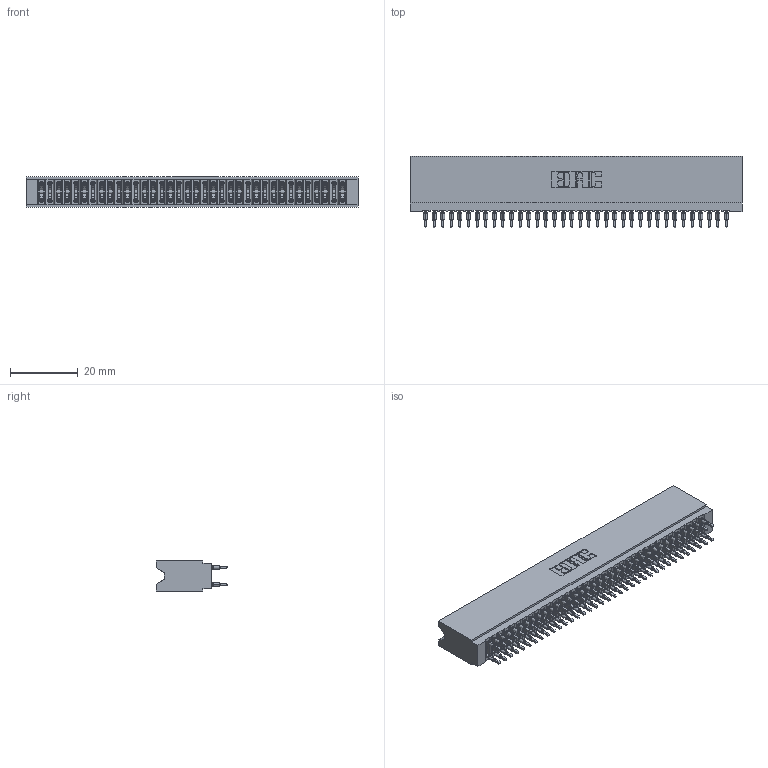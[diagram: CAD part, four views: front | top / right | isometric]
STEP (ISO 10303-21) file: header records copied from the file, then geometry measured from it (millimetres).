
FILE_DESCRIPTION (( 'STEP AP203' ), '1' );
FILE_NAME ('745-072-525-206.STEP', '2026-02-26T19:53:58', ( '' ), ( '' ), 'SwSTEP 2.0', 'SolidWorks 2023', '' );
FILE_SCHEMA (( 'CONFIG_CONTROL_DESIGN' ));
Length unit declared in the file: millimetre
Products named in the file (3): 745-072-525-206; 745-292-001_525; 745 Part_Insulator Option - 06
Assembly tree (73 placements, depth 2):
  745-072-525-206
    745 Part_Insulator Option - 06
    745-292-001_525  x72
Bounding box: 98.04 x 21.22 x 8.89 mm (x, y, z)
Volume: 8823.5 mm3; surface area: 17759.5 mm2
Topology: 73 solids, 73 shells, 6540 faces, 17576 edges, 11044 vertices
Faces by surface type: plane 3368, bspline 1440, cylinder 1300, torus 432
Entity records: 61446 total; most frequent: CARTESIAN_POINT 11162, ORIENTED_EDGE 10586, DIRECTION 9253, EDGE_CURVE 5293, VECTOR 4895, LINE 4895, VERTEX_POINT 3376, AXIS2_PLACEMENT_3D 2179
